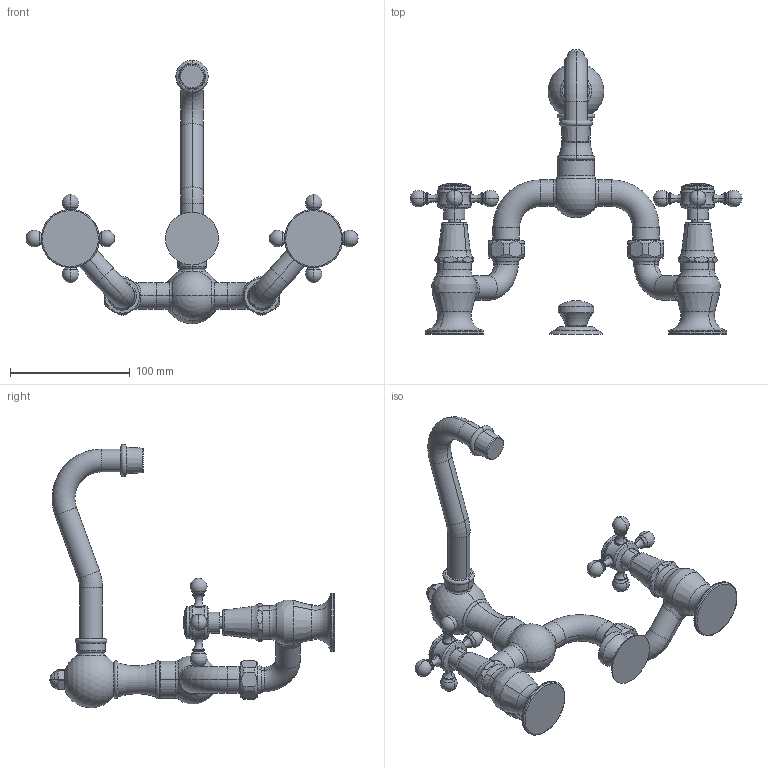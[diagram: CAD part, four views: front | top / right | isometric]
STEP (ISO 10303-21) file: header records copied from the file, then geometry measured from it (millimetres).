
FILE_DESCRIPTION((''),'2;1');
FILE_NAME('930B_SW0002','2021-02-19T14:22:54',('rsmith'),(''),'CREO PARAMETRIC BY PTC INC, 2018400','CREO PARAMETRIC BY PTC INC, 2018400','');
FILE_SCHEMA(('AUTOMOTIVE_DESIGN { 1 0 10303 214 1 1 1 1 }'));
Length unit declared in the file: inch
Products named in the file (1): 930B_SW0002
Bounding box: 277.24 x 238 x 220.07 mm (x, y, z)
Volume: 502762.2 mm3; surface area: 94151.7 mm2
Topology: 2 solids, 6 shells, 579 faces, 1326 edges, 778 vertices
Faces by surface type: cylinder 154, torus 146, plane 135, cone 62, bspline 38, sphere 36, extrusion 8
Entity records: 32049 total; most frequent: CARTESIAN_POINT 10388, DIRECTION 2913, ORIENTED_EDGE 2604, PRESENTATION_STYLE_ASSIGNMENT 1758, STYLED_ITEM 1325, AXIS2_PLACEMENT_3D 1311, CURVE_STYLE 1302, EDGE_CURVE 1302
